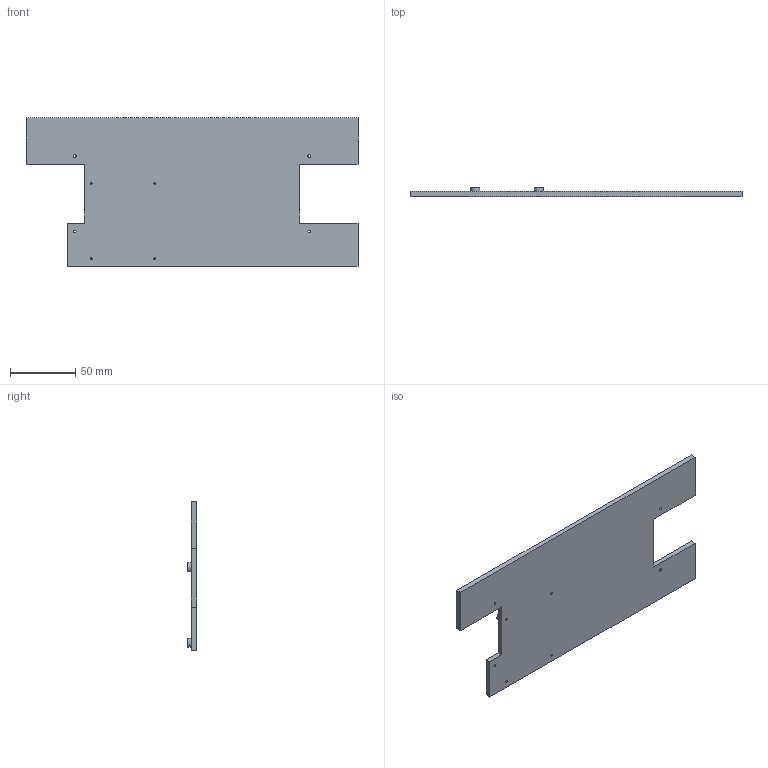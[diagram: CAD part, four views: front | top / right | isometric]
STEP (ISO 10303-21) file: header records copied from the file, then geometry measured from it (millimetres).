
FILE_DESCRIPTION(('FreeCAD Model'),'2;1');
FILE_NAME('Open CASCADE Shape Model','2026-01-07T11:47:30',(''),(''), 'Open CASCADE STEP processor 7.8','FreeCAD','Unknown');
FILE_SCHEMA(('AUTOMOTIVE_DESIGN { 1 0 10303 214 1 1 1 1 }'));
Length unit declared in the file: millimetre
Products named in the file (1): HolePocket
Bounding box: 255 x 7 x 114.25 mm (x, y, z)
Volume: 96474.3 mm3; surface area: 51933.2 mm2
Topology: 1 solids, 1 shells, 30 faces, 72 edges, 48 vertices
Faces by surface type: plane 18, cylinder 12
Full cylindrical faces by diameter (mm): 1.5 x4, 2 x4, 7 x4
Entity records: 930 total; most frequent: CARTESIAN_POINT 155, DIRECTION 154, ORIENTED_EDGE 144, EDGE_CURVE 72, AXIS2_PLACEMENT_3D 55, FACE_BOUND 50, EDGE_LOOP 50, VERTEX_POINT 48
